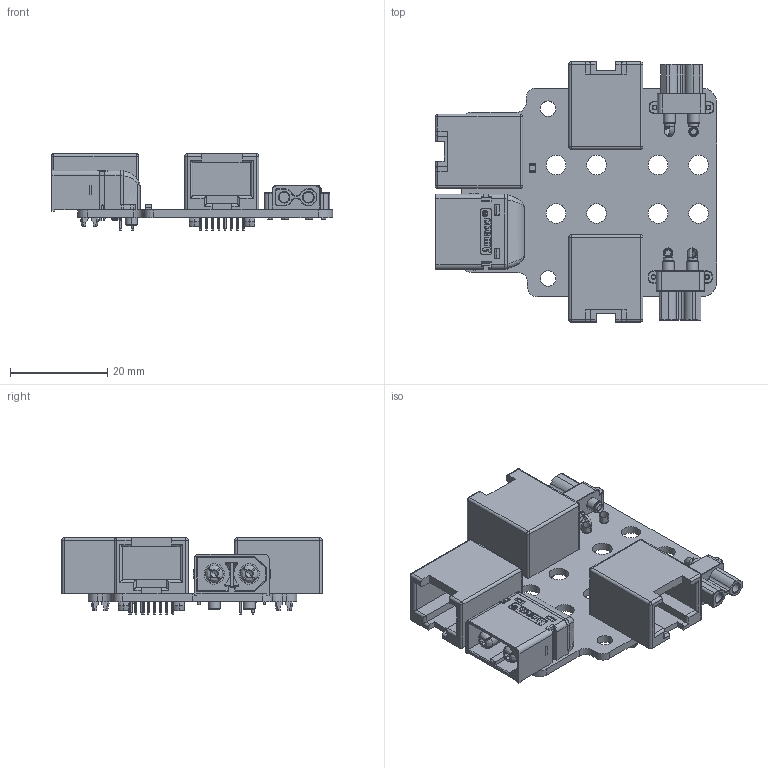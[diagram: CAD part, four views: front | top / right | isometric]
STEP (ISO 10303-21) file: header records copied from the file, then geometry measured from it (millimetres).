
FILE_DESCRIPTION(('KiCad electronic assembly'),'2;1');
FILE_NAME('rocket_splitter_v2.step','2024-07-02T16:17:36',('Pcbnew'),( 'Kicad'),'Open CASCADE STEP processor 7.6','KiCad to STEP converter' ,'Unknown');
FILE_SCHEMA(('AUTOMOTIVE_DESIGN { 1 0 10303 214 1 1 1 1 }'));
Length unit declared in the file: millimetre
Products named in the file (12): rocket_splitter_v2 1; LED_0805_2012Metric; XT60PW-M; Áã¼þ27^XT6PW-M; 54601-908WPLF; XT30PW-F; R_0805_2012Metric; rocket_splitter_v2_PCB
Assembly tree (14 placements, depth 3):
  rocket_splitter_v2 1
    LED_0805_2012Metric
      LED_0805_2012Metric
    XT60PW-M
      Áã¼þ27^XT6PW-M
    54601-908WPLF  x3
      54601-908WPLF
    XT30PW-F  x2
      XT30PW-F
    R_0805_2012Metric
      R_0805_2012Metric
    rocket_splitter_v2_PCB
Bounding box: 57.98 x 53.61 x 15.75 mm (x, y, z)
Volume: 10831.7 mm3; surface area: 14397 mm2
Topology: 41 solids, 43 shells, 1566 faces, 3997 edges, 2538 vertices
Faces by surface type: plane 777, cylinder 479, cone 166, bspline 88, torus 40, sphere 12, revolution 4
Full cylindrical faces by diameter (mm): 0.76 x24, 1 x4, 1.9 x4, 2.7 x2, 3.2 x2, 3.35 x6, 4.039 x8
Entity records: 41211 total; most frequent: CARTESIAN_POINT 12402, ORIENTED_EDGE 5938, DIRECTION 5590, EDGE_CURVE 2969, LINE 1944, VECTOR 1944, VERTEX_POINT 1916, AXIS2_PLACEMENT_3D 1822
